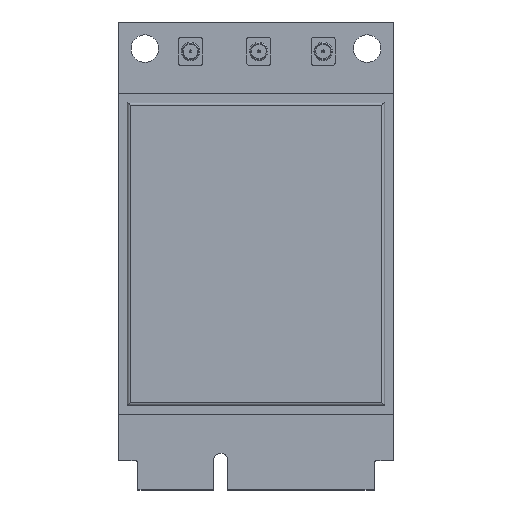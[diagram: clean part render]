
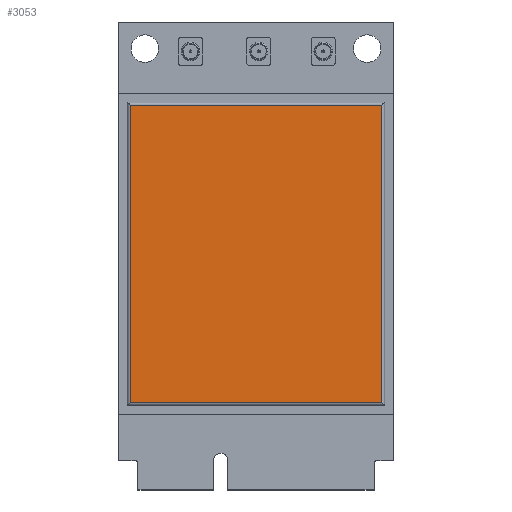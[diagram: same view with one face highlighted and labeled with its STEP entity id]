
A CAD part, top view. The second image highlights one B-rep face of the part: STEP entity #3053.
In plain terms, the highlighted planar face has unit normal (0, 0, 1).
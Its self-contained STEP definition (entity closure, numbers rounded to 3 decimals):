
#2662 = CYLINDRICAL_SURFACE('',#2663,0.3);
#2663 = AXIS2_PLACEMENT_3D('',#2664,#2665,#2666);
#2664 = CARTESIAN_POINT('',(-100.55,-8.,49.1));
#2665 = DIRECTION('',(0.,1.,0.));
#2666 = DIRECTION('',(-1.,0.,0.));
#2743 = CYLINDRICAL_SURFACE('',#2744,0.3);
#2744 = AXIS2_PLACEMENT_3D('',#2745,#2746,#2747);
#2745 = CARTESIAN_POINT('',(-100.85,-7.7,49.1));
#2746 = DIRECTION('',(1.,0.,0.));
#2747 = DIRECTION('',(0.,-1.,0.));
#2759 = VERTEX_POINT('',#2760);
#2760 = CARTESIAN_POINT('',(-100.55,-7.7,49.4));
#2794 = EDGE_CURVE('',#2759,#2795,#2797,.T.);
#2795 = VERTEX_POINT('',#2796);
#2796 = CARTESIAN_POINT('',(-100.55,24.7,49.4));
#2797 = SURFACE_CURVE('',#2798,(#2802,#2809),.PCURVE_S1.);
#2798 = LINE('',#2799,#2800);
#2799 = CARTESIAN_POINT('',(-100.55,-8.,49.4));
#2800 = VECTOR('',#2801,1.);
#2801 = DIRECTION('',(0.,1.,0.));
#2802 = PCURVE('',#2662,#2803);
#2803 = DEFINITIONAL_REPRESENTATION('',(#2804),#2808);
#2804 = LINE('',#2805,#2806);
#2805 = CARTESIAN_POINT('',(1.571,0.));
#2806 = VECTOR('',#2807,1.);
#2807 = DIRECTION('',(0.,1.));
#2808 = ( GEOMETRIC_REPRESENTATION_CONTEXT(2) 
PARAMETRIC_REPRESENTATION_CONTEXT() REPRESENTATION_CONTEXT('2D SPACE',''
  ) );
#2809 = PCURVE('',#2810,#2815);
#2810 = PLANE('',#2811);
#2811 = AXIS2_PLACEMENT_3D('',#2812,#2813,#2814);
#2812 = CARTESIAN_POINT('',(-100.85,-8.,49.4));
#2813 = DIRECTION('',(0.,0.,1.));
#2814 = DIRECTION('',(1.,0.,0.));
#2815 = DEFINITIONAL_REPRESENTATION('',(#2816),#2820);
#2816 = LINE('',#2817,#2818);
#2817 = CARTESIAN_POINT('',(0.3,0.));
#2818 = VECTOR('',#2819,1.);
#2819 = DIRECTION('',(0.,1.));
#2820 = ( GEOMETRIC_REPRESENTATION_CONTEXT(2) 
PARAMETRIC_REPRESENTATION_CONTEXT() REPRESENTATION_CONTEXT('2D SPACE',''
  ) );
#2843 = CYLINDRICAL_SURFACE('',#2844,0.3);
#2844 = AXIS2_PLACEMENT_3D('',#2845,#2846,#2847);
#2845 = CARTESIAN_POINT('',(-100.85,24.7,49.1));
#2846 = DIRECTION('',(1.,0.,0.));
#2847 = DIRECTION('',(0.,1.,0.));
#2980 = CYLINDRICAL_SURFACE('',#2981,0.3);
#2981 = AXIS2_PLACEMENT_3D('',#2982,#2983,#2984);
#2982 = CARTESIAN_POINT('',(-73.15,-8.,49.1));
#2983 = DIRECTION('',(0.,1.,0.));
#2984 = DIRECTION('',(1.,0.,0.));
#2996 = EDGE_CURVE('',#2759,#2997,#2999,.T.);
#2997 = VERTEX_POINT('',#2998);
#2998 = CARTESIAN_POINT('',(-73.15,-7.7,49.4));
#2999 = SURFACE_CURVE('',#3000,(#3004,#3011),.PCURVE_S1.);
#3000 = LINE('',#3001,#3002);
#3001 = CARTESIAN_POINT('',(-100.85,-7.7,49.4));
#3002 = VECTOR('',#3003,1.);
#3003 = DIRECTION('',(1.,0.,0.));
#3004 = PCURVE('',#2743,#3005);
#3005 = DEFINITIONAL_REPRESENTATION('',(#3006),#3010);
#3006 = LINE('',#3007,#3008);
#3007 = CARTESIAN_POINT('',(-1.571,0.));
#3008 = VECTOR('',#3009,1.);
#3009 = DIRECTION('',(0.,1.));
#3010 = ( GEOMETRIC_REPRESENTATION_CONTEXT(2) 
PARAMETRIC_REPRESENTATION_CONTEXT() REPRESENTATION_CONTEXT('2D SPACE',''
  ) );
#3011 = PCURVE('',#2810,#3012);
#3012 = DEFINITIONAL_REPRESENTATION('',(#3013),#3017);
#3013 = LINE('',#3014,#3015);
#3014 = CARTESIAN_POINT('',(0.,0.3));
#3015 = VECTOR('',#3016,1.);
#3016 = DIRECTION('',(1.,0.));
#3017 = ( GEOMETRIC_REPRESENTATION_CONTEXT(2) 
PARAMETRIC_REPRESENTATION_CONTEXT() REPRESENTATION_CONTEXT('2D SPACE',''
  ) );
#3053 = ADVANCED_FACE('',(#3054),#2810,.T.);
#3054 = FACE_BOUND('',#3055,.T.);
#3055 = EDGE_LOOP('',(#3056,#3057,#3058,#3081));
#3056 = ORIENTED_EDGE('',*,*,#2794,.F.);
#3057 = ORIENTED_EDGE('',*,*,#2996,.T.);
#3058 = ORIENTED_EDGE('',*,*,#3059,.T.);
#3059 = EDGE_CURVE('',#2997,#3060,#3062,.T.);
#3060 = VERTEX_POINT('',#3061);
#3061 = CARTESIAN_POINT('',(-73.15,24.7,49.4));
#3062 = SURFACE_CURVE('',#3063,(#3067,#3074),.PCURVE_S1.);
#3063 = LINE('',#3064,#3065);
#3064 = CARTESIAN_POINT('',(-73.15,-8.,49.4));
#3065 = VECTOR('',#3066,1.);
#3066 = DIRECTION('',(0.,1.,0.));
#3067 = PCURVE('',#2810,#3068);
#3068 = DEFINITIONAL_REPRESENTATION('',(#3069),#3073);
#3069 = LINE('',#3070,#3071);
#3070 = CARTESIAN_POINT('',(27.7,0.));
#3071 = VECTOR('',#3072,1.);
#3072 = DIRECTION('',(0.,1.));
#3073 = ( GEOMETRIC_REPRESENTATION_CONTEXT(2) 
PARAMETRIC_REPRESENTATION_CONTEXT() REPRESENTATION_CONTEXT('2D SPACE',''
  ) );
#3074 = PCURVE('',#2980,#3075);
#3075 = DEFINITIONAL_REPRESENTATION('',(#3076),#3080);
#3076 = LINE('',#3077,#3078);
#3077 = CARTESIAN_POINT('',(-1.571,0.));
#3078 = VECTOR('',#3079,1.);
#3079 = DIRECTION('',(0.,1.));
#3080 = ( GEOMETRIC_REPRESENTATION_CONTEXT(2) 
PARAMETRIC_REPRESENTATION_CONTEXT() REPRESENTATION_CONTEXT('2D SPACE',''
  ) );
#3081 = ORIENTED_EDGE('',*,*,#3082,.F.);
#3082 = EDGE_CURVE('',#2795,#3060,#3083,.T.);
#3083 = SURFACE_CURVE('',#3084,(#3088,#3095),.PCURVE_S1.);
#3084 = LINE('',#3085,#3086);
#3085 = CARTESIAN_POINT('',(-100.85,24.7,49.4));
#3086 = VECTOR('',#3087,1.);
#3087 = DIRECTION('',(1.,0.,0.));
#3088 = PCURVE('',#2810,#3089);
#3089 = DEFINITIONAL_REPRESENTATION('',(#3090),#3094);
#3090 = LINE('',#3091,#3092);
#3091 = CARTESIAN_POINT('',(0.,32.7));
#3092 = VECTOR('',#3093,1.);
#3093 = DIRECTION('',(1.,0.));
#3094 = ( GEOMETRIC_REPRESENTATION_CONTEXT(2) 
PARAMETRIC_REPRESENTATION_CONTEXT() REPRESENTATION_CONTEXT('2D SPACE',''
  ) );
#3095 = PCURVE('',#2843,#3096);
#3096 = DEFINITIONAL_REPRESENTATION('',(#3097),#3101);
#3097 = LINE('',#3098,#3099);
#3098 = CARTESIAN_POINT('',(1.571,0.));
#3099 = VECTOR('',#3100,1.);
#3100 = DIRECTION('',(0.,1.));
#3101 = ( GEOMETRIC_REPRESENTATION_CONTEXT(2) 
PARAMETRIC_REPRESENTATION_CONTEXT() REPRESENTATION_CONTEXT('2D SPACE',''
  ) );
